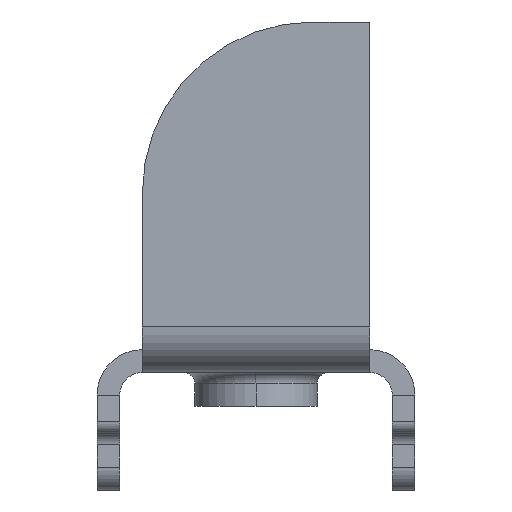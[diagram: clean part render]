
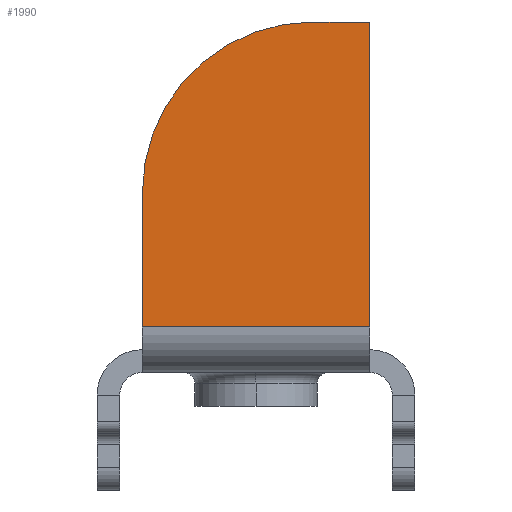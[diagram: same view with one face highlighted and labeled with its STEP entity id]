
A CAD part, left-side view. The second image highlights one B-rep face of the part: STEP entity #1990.
In plain terms, the highlighted planar face has unit normal (-1, 0, 0).
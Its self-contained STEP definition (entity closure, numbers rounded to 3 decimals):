
#412=DIRECTION('',(0.,1.,0.));
#413=VECTOR('',#412,20.);
#414=CARTESIAN_POINT('',(-146.,-10.,2.));
#415=LINE('',#414,#413);
#426=DIRECTION('',(0.,0.,1.));
#427=VECTOR('',#426,11.858);
#428=CARTESIAN_POINT('',(-146.,10.,2.));
#429=LINE('',#428,#427);
#430=CARTESIAN_POINT('',(-146.,-5.,13.858));
#431=DIRECTION('',(1.,0.,0.));
#432=DIRECTION('',(0.,1.,0.));
#433=AXIS2_PLACEMENT_3D('',#430,#431,#432);
#435=DIRECTION('',(0.,-1.,0.));
#436=VECTOR('',#435,5.);
#437=CARTESIAN_POINT('',(-146.,-5.,28.858));
#438=LINE('',#437,#436);
#439=DIRECTION('',(0.,0.,-1.));
#440=VECTOR('',#439,26.858);
#441=CARTESIAN_POINT('',(-146.,-10.,28.858));
#442=LINE('',#441,#440);
#1423=CARTESIAN_POINT('',(-146.,10.,13.858));
#1424=CARTESIAN_POINT('',(-146.,-5.,28.858));
#1425=VERTEX_POINT('',#1423);
#1426=VERTEX_POINT('',#1424);
#1427=CARTESIAN_POINT('',(-146.,-10.,28.858));
#1428=VERTEX_POINT('',#1427);
#1531=CARTESIAN_POINT('',(-146.,10.,2.));
#1532=VERTEX_POINT('',#1531);
#1535=CARTESIAN_POINT('',(-146.,-10.,2.));
#1536=VERTEX_POINT('',#1535);
#1975=CARTESIAN_POINT('',(-146.,0.,-144.142));
#1976=DIRECTION('',(1.,0.,0.));
#1977=DIRECTION('',(0.,0.,-1.));
#1978=AXIS2_PLACEMENT_3D('',#1975,#1976,#1977);
#1979=PLANE('',#1978);
#1980=ORIENTED_EDGE('',*,*,#1966,.T.);
#1982=ORIENTED_EDGE('',*,*,#1981,.T.);
#1984=ORIENTED_EDGE('',*,*,#1983,.T.);
#1986=ORIENTED_EDGE('',*,*,#1985,.T.);
#1987=ORIENTED_EDGE('',*,*,#1696,.T.);
#1988=EDGE_LOOP('',(#1980,#1982,#1984,#1986,#1987));
#1989=FACE_OUTER_BOUND('',#1988,.F.);
#1990=ADVANCED_FACE('',(#1989),#1979,.F.);
#434=CIRCLE('',#433,15.);
#1696=EDGE_CURVE('',#1428,#1536,#442,.T.);
#1966=EDGE_CURVE('',#1536,#1532,#415,.T.);
#1981=EDGE_CURVE('',#1532,#1425,#429,.T.);
#1983=EDGE_CURVE('',#1425,#1426,#434,.T.);
#1985=EDGE_CURVE('',#1426,#1428,#438,.T.);
